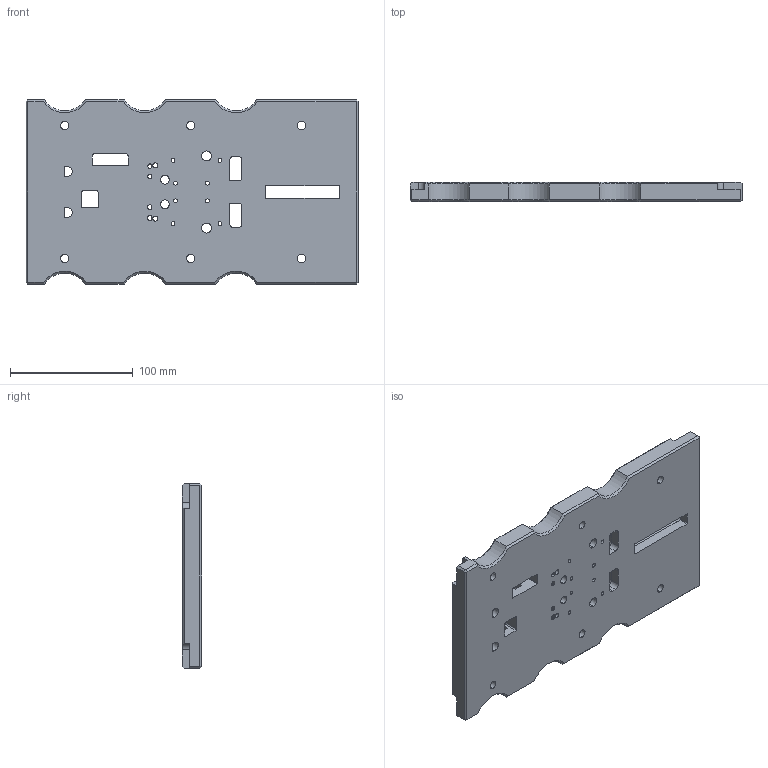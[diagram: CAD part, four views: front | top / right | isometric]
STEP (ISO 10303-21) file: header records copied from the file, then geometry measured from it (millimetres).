
FILE_DESCRIPTION (( 'STEP AP214' ), '1' );
FILE_NAME ('bau0214784608.step', '2023-07-20T13:25:38', ( '' ), ( '' ), 'SwSTEP 2.0', 'SolidWorks 2022', '' );
FILE_SCHEMA (( 'AUTOMOTIVE_DESIGN' ));
Length unit declared in the file: millimetre
Products named in the file (1): bau0214784608
Bounding box: 270 x 16 x 150 mm (x, y, z)
Volume: 568333 mm3; surface area: 100984.6 mm2
Topology: 1 solids, 1 shells, 356 faces, 974 edges, 623 vertices
Faces by surface type: cylinder 183, plane 115, cone 58
Entity records: 12073 total; most frequent: CARTESIAN_POINT 2646, DIRECTION 1955, ORIENTED_EDGE 1948, EDGE_CURVE 974, AXIS2_PLACEMENT_3D 726, VERTEX_POINT 623, LINE 503, VECTOR 503
